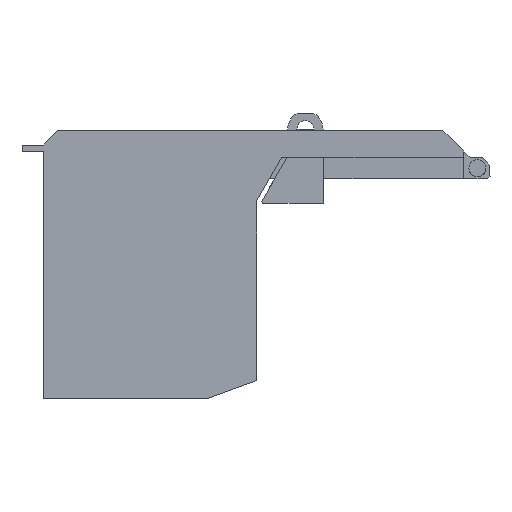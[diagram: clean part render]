
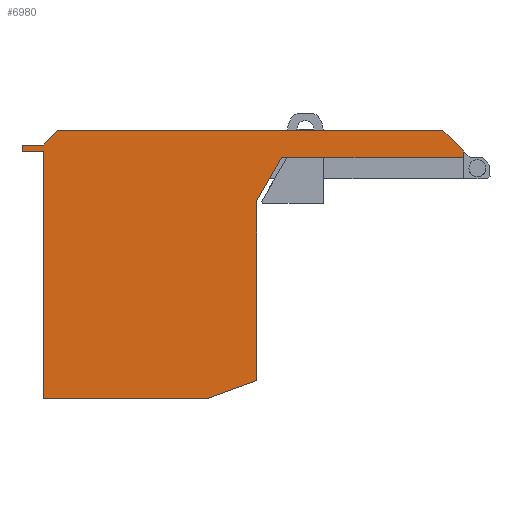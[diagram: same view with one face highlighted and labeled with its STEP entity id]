
A CAD part, left-side view. The second image highlights one B-rep face of the part: STEP entity #6980.
In plain terms, the highlighted face is planar.
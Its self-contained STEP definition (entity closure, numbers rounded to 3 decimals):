
#5870=CARTESIAN_POINT('',(-3.754,42.43,
-39.6));
#5880=DIRECTION('',(0.,0.,1.));
#5890=DIRECTION('',(0.,1.,0.));
#5900=AXIS2_PLACEMENT_3D('',#5870,#5880,#5890);
#5910=PLANE('',#5900);
#5920=CARTESIAN_POINT('',(80.52,-5.806,
-39.6));
#5930=DIRECTION('',(-1.,0.,0.));
#5940=VECTOR('',#5930,1.);
#5950=LINE('',#5920,#5940);
#5960=CARTESIAN_POINT('',(-26.325,-5.806,
-39.6));
#5970=VERTEX_POINT('',#5960);
#5980=CARTESIAN_POINT('',(-27.936,-5.806,
-39.6));
#5990=VERTEX_POINT('',#5980);
#6000=EDGE_CURVE('',#5970,#5990,#5950,.T.);
#6010=ORIENTED_EDGE('',*,*,#6000,.T.);
#6020=CARTESIAN_POINT('',(-26.325,51.014,
-39.6));
#6030=DIRECTION('',(0.,-1.,0.));
#6040=VECTOR('',#6030,1.);
#6050=LINE('',#6020,#6040);
#6060=CARTESIAN_POINT('',(-26.325,37.37,
-39.6));
#6070=VERTEX_POINT('',#6060);
#6080=EDGE_CURVE('',#6070,#5970,#6050,.T.);
#6090=ORIENTED_EDGE('',*,*,#6080,.T.);
#6100=CARTESIAN_POINT('',(80.52,99.057,
-39.6));
#6110=DIRECTION('',(0.866,0.5,
0.));
#6120=VECTOR('',#6110,1.);
#6130=LINE('',#6100,#6120);
#6140=CARTESIAN_POINT('',(-16.064,43.294,
-39.6));
#6150=VERTEX_POINT('',#6140);
#6160=EDGE_CURVE('',#6070,#6150,#6130,.T.);
#6170=ORIENTED_EDGE('',*,*,#6160,.F.);
#6180=CARTESIAN_POINT('',(80.52,43.294,
-39.6));
#6190=DIRECTION('',(-1.,0.,0.));
#6200=VECTOR('',#6190,1.);
#6210=LINE('',#6180,#6200);
#6220=CARTESIAN_POINT('',(26.602,43.294,
-39.6));
#6230=VERTEX_POINT('',#6220);
#6240=EDGE_CURVE('',#6230,#6150,#6210,.T.);
#6250=ORIENTED_EDGE('',*,*,#6240,.T.);
#6260=CARTESIAN_POINT('',(29.412,51.014,
-39.6));
#6270=DIRECTION('',(0.342,0.94,
0.));
#6280=VECTOR('',#6270,1.);
#6290=LINE('',#6260,#6280);
#6300=CARTESIAN_POINT('',(30.875,55.033,
-39.6));
#6310=VERTEX_POINT('',#6300);
#6320=EDGE_CURVE('',#6230,#6310,#6290,.T.);
#6330=ORIENTED_EDGE('',*,*,#6320,.F.);
#6340=CARTESIAN_POINT('',(30.875,51.014,
-39.6));
#6350=DIRECTION('',(0.,-1.,0.));
#6360=VECTOR('',#6350,1.);
#6370=LINE('',#6340,#6360);
#6380=CARTESIAN_POINT('',(30.875,94.044,
-39.6));
#6390=VERTEX_POINT('',#6380);
#6400=EDGE_CURVE('',#6390,#6310,#6370,.T.);
#6410=ORIENTED_EDGE('',*,*,#6400,.T.);
#6420=CARTESIAN_POINT('',(80.52,94.044,
-39.6));
#6430=DIRECTION('',(-1.,0.,0.));
#6440=VECTOR('',#6430,1.);
#6450=LINE('',#6420,#6440);
#6460=CARTESIAN_POINT('',(-27.825,94.044,
-39.6));
#6470=VERTEX_POINT('',#6460);
#6480=EDGE_CURVE('',#6390,#6470,#6450,.T.);
#6490=ORIENTED_EDGE('',*,*,#6480,.F.);
#6500=CARTESIAN_POINT('',(-27.825,51.014,
-39.6));
#6510=DIRECTION('',(0.,1.,0.));
#6520=VECTOR('',#6510,1.);
#6530=LINE('',#6500,#6520);
#6540=CARTESIAN_POINT('',(-27.825,99.044,
-39.6));
#6550=VERTEX_POINT('',#6540);
#6560=EDGE_CURVE('',#6470,#6550,#6530,.T.);
#6570=ORIENTED_EDGE('',*,*,#6560,.F.);
#6580=CARTESIAN_POINT('',(80.52,99.044,
-39.6));
#6590=DIRECTION('',(-1.,0.,0.));
#6600=VECTOR('',#6590,1.);
#6610=LINE('',#6580,#6600);
#6620=CARTESIAN_POINT('',(-29.325,99.044,
-39.6));
#6630=VERTEX_POINT('',#6620);
#6640=EDGE_CURVE('',#6550,#6630,#6610,.T.);
#6650=ORIENTED_EDGE('',*,*,#6640,.F.);
#6660=CARTESIAN_POINT('',(-29.325,51.014,
-39.6));
#6670=DIRECTION('',(0.,-1.,0.));
#6680=VECTOR('',#6670,1.);
#6690=LINE('',#6660,#6680);
#6700=CARTESIAN_POINT('',(-29.325,94.044,
-39.6));
#6710=VERTEX_POINT('',#6700);
#6720=EDGE_CURVE('',#6630,#6710,#6690,.T.);
#6730=ORIENTED_EDGE('',*,*,#6720,.F.);
#6740=CARTESIAN_POINT('',(80.52,203.889,
-39.6));
#6750=DIRECTION('',(-0.707,-0.707,
0.));
#6760=VECTOR('',#6750,1.);
#6770=LINE('',#6740,#6760);
#6780=CARTESIAN_POINT('',(-32.825,90.544,
-39.6));
#6790=VERTEX_POINT('',#6780);
#6800=EDGE_CURVE('',#6710,#6790,#6770,.T.);
#6810=ORIENTED_EDGE('',*,*,#6800,.F.);
#6820=CARTESIAN_POINT('',(-32.825,51.014,
-39.6));
#6830=DIRECTION('',(0.,-1.,0.));
#6840=VECTOR('',#6830,1.);
#6850=LINE('',#6820,#6840);
#6860=CARTESIAN_POINT('',(-32.825,-0.917,
-39.6));
#6870=VERTEX_POINT('',#6860);
#6880=EDGE_CURVE('',#6790,#6870,#6850,.T.);
#6890=ORIENTED_EDGE('',*,*,#6880,.F.);
#6900=CARTESIAN_POINT('',(-84.756,51.014,
-39.6));
#6910=DIRECTION('',(0.707,-0.707,
0.));
#6920=VECTOR('',#6910,1.);
#6930=LINE('',#6900,#6920);
#6940=EDGE_CURVE('',#6870,#5990,#6930,.T.);
#6950=ORIENTED_EDGE('',*,*,#6940,.F.);
#6960=EDGE_LOOP('',(#6950,#6890,#6810,#6730,#6650,#6570,#6490,#6410,
#6330,#6250,#6170,#6090,#6010));
#6970=FACE_OUTER_BOUND('',#6960,.T.);
#6980=ADVANCED_FACE('',(#6970),#5910,.F.);
